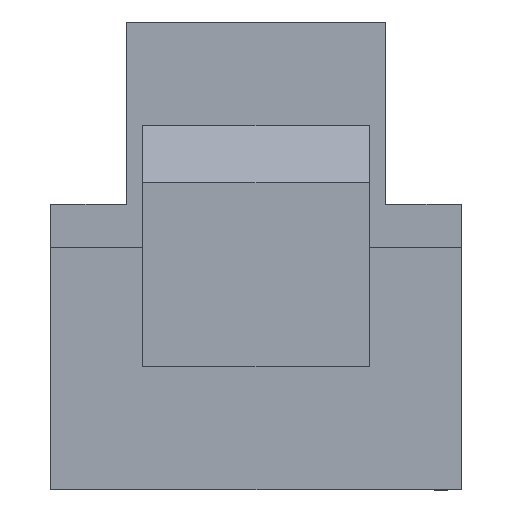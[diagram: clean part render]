
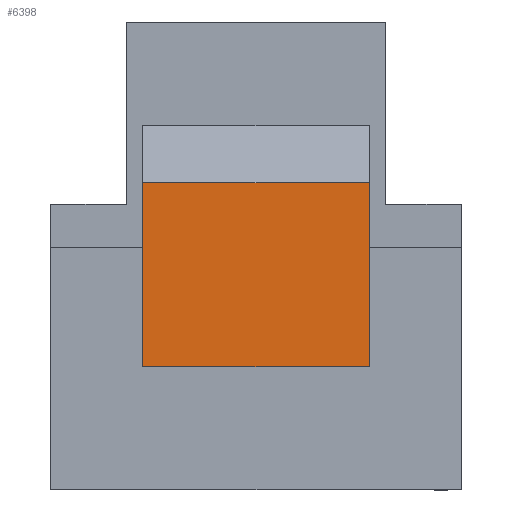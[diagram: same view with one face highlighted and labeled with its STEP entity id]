
A CAD part, front view. The second image highlights one B-rep face of the part: STEP entity #6398.
In plain terms, the highlighted planar face has unit normal (0, -1, 0).
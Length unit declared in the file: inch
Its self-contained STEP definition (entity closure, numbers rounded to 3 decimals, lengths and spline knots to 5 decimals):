
#14 = VECTOR ( 'NONE', #10572, 39.37008 ) ;
#636 = DIRECTION ( 'NONE',  ( 0., 0., -1. ) ) ;
#1013 = CARTESIAN_POINT ( 'NONE',  ( -0.25, -0.43504, 0.14173 ) ) ;
#1259 = DIRECTION ( 'NONE',  ( 0., 1., 0. ) ) ;
#1297 = DIRECTION ( 'NONE',  ( -1., 0., 0. ) ) ;
#1481 = ORIENTED_EDGE ( 'NONE', *, *, #3269, .F. ) ;
#2768 = FACE_OUTER_BOUND ( 'NONE', #6557, .T. ) ;
#3151 = ORIENTED_EDGE ( 'NONE', *, *, #3372, .F. ) ;
#3269 = EDGE_CURVE ( 'NONE', #5621, #11090, #8801, .T. ) ;
#3286 = LINE ( 'NONE', #12394, #9180 ) ;
#3372 = EDGE_CURVE ( 'NONE', #11986, #5621, #6405, .T. ) ;
#3803 = VECTOR ( 'NONE', #8094, 39.37008 ) ;
#3957 = CARTESIAN_POINT ( 'NONE',  ( -0.25, -0.43504, 0.14173 ) ) ;
#4620 = CARTESIAN_POINT ( 'NONE',  ( 0.25, -0.43504, 0.14173 ) ) ;
#5621 = VERTEX_POINT ( 'NONE', #12206 ) ;
#6398 = ADVANCED_FACE ( 'NONE', ( #2768 ), #10118, .F. ) ;
#6405 = LINE ( 'NONE', #10321, #3803 ) ;
#6557 = EDGE_LOOP ( 'NONE', ( #9518, #1481, #3151, #12264 ) ) ;
#7196 = EDGE_CURVE ( 'NONE', #14138, #11090, #13948, .T. ) ;
#8059 = AXIS2_PLACEMENT_3D ( 'NONE', #4620, #1259, #13415 ) ;
#8063 = VECTOR ( 'NONE', #636, 39.37008 ) ;
#8068 = CARTESIAN_POINT ( 'NONE',  ( 0.25, -0.43504, 0.14173 ) ) ;
#8094 = DIRECTION ( 'NONE',  ( 0., 0., -1. ) ) ;
#8801 = LINE ( 'NONE', #11002, #14 ) ;
#9180 = VECTOR ( 'NONE', #1297, 39.37008 ) ;
#9518 = ORIENTED_EDGE ( 'NONE', *, *, #7196, .T. ) ;
#10118 = PLANE ( 'NONE',  #8059 ) ;
#10321 = CARTESIAN_POINT ( 'NONE',  ( 0.25, -0.43504, 0.14173 ) ) ;
#10572 = DIRECTION ( 'NONE',  ( -1., 0., 0. ) ) ;
#11002 = CARTESIAN_POINT ( 'NONE',  ( 0.25, -0.43504, -0.26378 ) ) ;
#11090 = VERTEX_POINT ( 'NONE', #11471 ) ;
#11471 = CARTESIAN_POINT ( 'NONE',  ( -0.25, -0.43504, -0.26378 ) ) ;
#11971 = EDGE_CURVE ( 'NONE', #11986, #14138, #3286, .T. ) ;
#11986 = VERTEX_POINT ( 'NONE', #8068 ) ;
#12206 = CARTESIAN_POINT ( 'NONE',  ( 0.25, -0.43504, -0.26378 ) ) ;
#12264 = ORIENTED_EDGE ( 'NONE', *, *, #11971, .T. ) ;
#12394 = CARTESIAN_POINT ( 'NONE',  ( 0.25, -0.43504, 0.14173 ) ) ;
#13415 = DIRECTION ( 'NONE',  ( 0., 0., 1. ) ) ;
#13948 = LINE ( 'NONE', #3957, #8063 ) ;
#14138 = VERTEX_POINT ( 'NONE', #1013 ) ;
